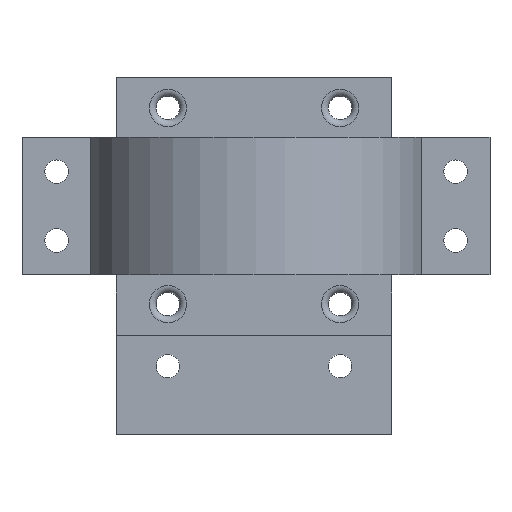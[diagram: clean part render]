
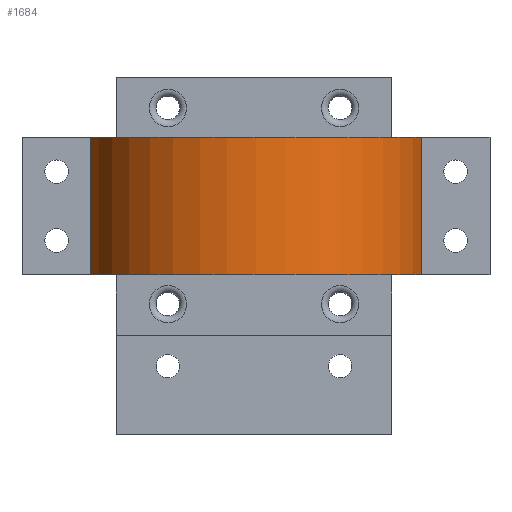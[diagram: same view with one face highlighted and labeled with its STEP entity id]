
A CAD part, front view. The second image highlights one B-rep face of the part: STEP entity #1684.
In plain terms, the highlighted cylindrical face has radius 24.5 mm (diameter 49 mm), a partial arc.
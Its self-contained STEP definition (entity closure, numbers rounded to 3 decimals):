
#43=CYLINDRICAL_SURFACE('',#1858,24.5);
#180=LINE('',#2738,#308);
#181=LINE('',#2742,#309);
#308=VECTOR('',#2242,10.);
#309=VECTOR('',#2247,10.);
#455=FACE_OUTER_BOUND('',#581,.T.);
#581=EDGE_LOOP('',(#1410,#1411,#1412,#1413));
#708=CIRCLE('',#1855,24.5);
#709=CIRCLE('',#1859,24.5);
#836=VERTEX_POINT('',#2724);
#837=VERTEX_POINT('',#2726);
#840=VERTEX_POINT('',#2736);
#841=VERTEX_POINT('',#2740);
#1038=EDGE_CURVE('',#836,#837,#708,.F.);
#1044=EDGE_CURVE('',#836,#840,#180,.F.);
#1045=EDGE_CURVE('',#841,#840,#709,.T.);
#1046=EDGE_CURVE('',#841,#837,#181,.F.);
#1410=ORIENTED_EDGE('',*,*,#1044,.T.);
#1411=ORIENTED_EDGE('',*,*,#1045,.F.);
#1412=ORIENTED_EDGE('',*,*,#1046,.T.);
#1413=ORIENTED_EDGE('',*,*,#1038,.F.);
#1684=ADVANCED_FACE('',(#455),#43,.T.);
#1855=AXIS2_PLACEMENT_3D('',#2727,#2231,#2232);
#1858=AXIS2_PLACEMENT_3D('',#2739,#2243,#2244);
#1859=AXIS2_PLACEMENT_3D('',#2741,#2245,#2246);
#2231=DIRECTION('center_axis',(0.,0.,-1.));
#2232=DIRECTION('ref_axis',(-1.,0.,0.));
#2242=DIRECTION('',(0.,0.,1.));
#2243=DIRECTION('center_axis',(0.,0.,-1.));
#2244=DIRECTION('ref_axis',(-1.,0.,0.));
#2245=DIRECTION('center_axis',(0.,0.,-1.));
#2246=DIRECTION('ref_axis',(-1.,0.,0.));
#2247=DIRECTION('',(0.,0.,-1.));
#2724=CARTESIAN_POINT('',(3.766,78.254,77.316));
#2726=CARTESIAN_POINT('',(51.734,78.254,77.316));
#2727=CARTESIAN_POINT('Origin',(27.75,83.256,77.316));
#2736=CARTESIAN_POINT('',(3.766,78.254,57.316));
#2738=CARTESIAN_POINT('',(3.766,78.254,77.316));
#2739=CARTESIAN_POINT('Origin',(27.75,83.256,77.316));
#2740=CARTESIAN_POINT('',(51.734,78.254,57.316));
#2741=CARTESIAN_POINT('Origin',(27.75,83.256,57.316));
#2742=CARTESIAN_POINT('',(51.734,78.254,77.316));
